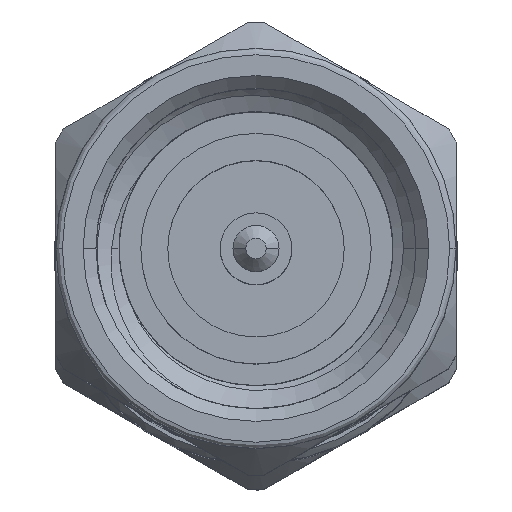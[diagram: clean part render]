
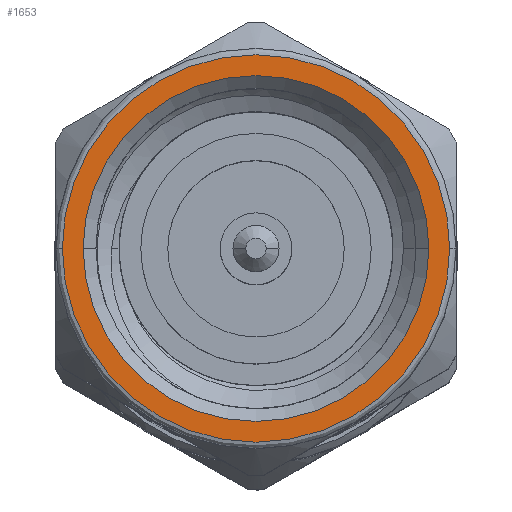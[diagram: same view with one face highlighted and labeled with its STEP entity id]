
A CAD part, top view. The second image highlights one B-rep face of the part: STEP entity #1653.
In plain terms, the highlighted face is planar.
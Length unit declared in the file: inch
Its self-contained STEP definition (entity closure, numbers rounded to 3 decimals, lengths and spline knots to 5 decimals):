
#21 = CARTESIAN_POINT ( 'NONE',  ( 0., 0., 0.135 ) ) ;
#49 = DIRECTION ( 'NONE',  ( 0., 0., -1. ) ) ;
#270 = FACE_BOUND ( 'NONE', #1586, .T. ) ;
#397 = CARTESIAN_POINT ( 'NONE',  ( 0., 0., 0. ) ) ;
#404 = DIRECTION ( 'NONE',  ( 1., 0., 0. ) ) ;
#468 = DIRECTION ( 'NONE',  ( -1., 0., 0. ) ) ;
#560 = AXIS2_PLACEMENT_3D ( 'NONE', #3352, #404, #2952 ) ;
#1113 = VERTEX_POINT ( 'NONE', #1258 ) ;
#1258 = CARTESIAN_POINT ( 'NONE',  ( 0., 0., 0.15125 ) ) ;
#1318 = EDGE_CURVE ( 'NONE', #1403, #1113, #1863, .T. ) ;
#1343 = PLANE ( 'NONE',  #1635 ) ;
#1403 = VERTEX_POINT ( 'NONE', #3913 ) ;
#1406 = CIRCLE ( 'NONE', #3351, 0.15125 ) ;
#1537 = VERTEX_POINT ( 'NONE', #3149 ) ;
#1586 = EDGE_LOOP ( 'NONE', ( #2140, #4333 ) ) ;
#1635 = AXIS2_PLACEMENT_3D ( 'NONE', #4299, #4343, #2450 ) ;
#1652 = CIRCLE ( 'NONE', #560, 0.135 ) ;
#1653 = ADVANCED_FACE ( 'NONE', ( #270, #2819 ), #1343, .F. ) ;
#1703 = VERTEX_POINT ( 'NONE', #21 ) ;
#1863 = CIRCLE ( 'NONE', #3487, 0.15125 ) ;
#1963 = DIRECTION ( 'NONE',  ( 1., 0., 0. ) ) ;
#2020 = ORIENTED_EDGE ( 'NONE', *, *, #1318, .T. ) ;
#2140 = ORIENTED_EDGE ( 'NONE', *, *, #4187, .T. ) ;
#2156 = DIRECTION ( 'NONE',  ( 0., 0., -1. ) ) ;
#2450 = DIRECTION ( 'NONE',  ( 0., 0., -1. ) ) ;
#2631 = DIRECTION ( 'NONE',  ( -1., 0., 0. ) ) ;
#2651 = AXIS2_PLACEMENT_3D ( 'NONE', #4209, #1963, #4601 ) ;
#2819 = FACE_OUTER_BOUND ( 'NONE', #4101, .T. ) ;
#2820 = ORIENTED_EDGE ( 'NONE', *, *, #4617, .T. ) ;
#2952 = DIRECTION ( 'NONE',  ( 0., 0., -1. ) ) ;
#3126 = CIRCLE ( 'NONE', #2651, 0.135 ) ;
#3149 = CARTESIAN_POINT ( 'NONE',  ( 0., 0., -0.135 ) ) ;
#3351 = AXIS2_PLACEMENT_3D ( 'NONE', #397, #2631, #49 ) ;
#3352 = CARTESIAN_POINT ( 'NONE',  ( 0., 0., 0. ) ) ;
#3487 = AXIS2_PLACEMENT_3D ( 'NONE', #4428, #468, #2156 ) ;
#3659 = EDGE_CURVE ( 'NONE', #1537, #1703, #3126, .T. ) ;
#3913 = CARTESIAN_POINT ( 'NONE',  ( 0., 0., -0.15125 ) ) ;
#4101 = EDGE_LOOP ( 'NONE', ( #2020, #2820 ) ) ;
#4187 = EDGE_CURVE ( 'NONE', #1703, #1537, #1652, .T. ) ;
#4209 = CARTESIAN_POINT ( 'NONE',  ( 0., 0., 0. ) ) ;
#4299 = CARTESIAN_POINT ( 'NONE',  ( 0., 0., 0. ) ) ;
#4333 = ORIENTED_EDGE ( 'NONE', *, *, #3659, .T. ) ;
#4343 = DIRECTION ( 'NONE',  ( 1., 0., 0. ) ) ;
#4428 = CARTESIAN_POINT ( 'NONE',  ( 0., 0., 0. ) ) ;
#4601 = DIRECTION ( 'NONE',  ( 0., 0., -1. ) ) ;
#4617 = EDGE_CURVE ( 'NONE', #1113, #1403, #1406, .T. ) ;
